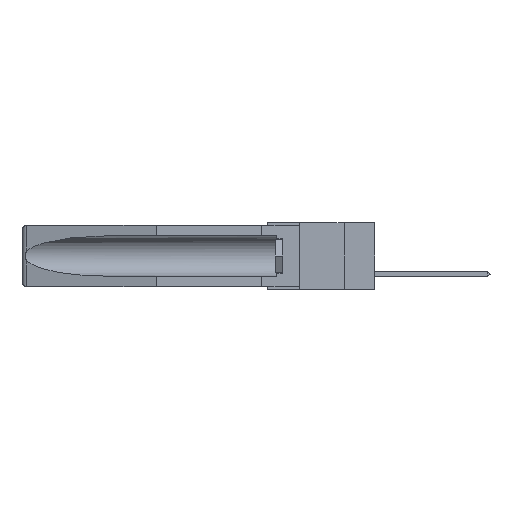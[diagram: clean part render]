
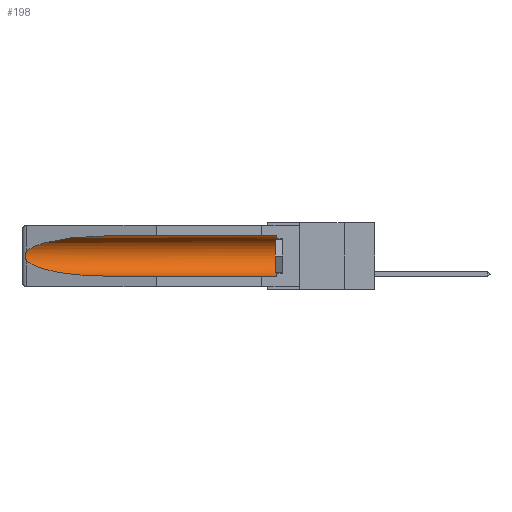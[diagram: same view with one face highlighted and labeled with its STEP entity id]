
A CAD part, left-side view. The second image highlights one B-rep face of the part: STEP entity #198.
In plain terms, the highlighted cylindrical face has radius 2.857 mm (diameter 5.715 mm), a partial arc.
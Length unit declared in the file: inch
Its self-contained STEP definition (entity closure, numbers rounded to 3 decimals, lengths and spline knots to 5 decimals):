
#198 = ADVANCED_FACE ( 'NONE', ( #15380 ), #14650, .F. ) ;
#342 = EDGE_CURVE ( 'NONE', #7396, #7183, #15869, .T. ) ;
#904 = LINE ( 'NONE', #5416, #1905 ) ;
#1140 = CARTESIAN_POINT ( 'NONE',  ( 0.26537, 1.52718, -0.19328 ) ) ;
#1204 = CARTESIAN_POINT ( 'NONE',  ( 0.155, 1.07973, -0.284 ) ) ;
#1218 = CARTESIAN_POINT ( 'NONE',  ( 0.26537, 1.52718, -0.14972 ) ) ;
#1382 = CARTESIAN_POINT ( 'NONE',  ( 0.155, 0.126, -0.059 ) ) ;
#1561 = VERTEX_POINT ( 'NONE', #6788 ) ;
#1905 = VECTOR ( 'NONE', #19387, 39.37008 ) ;
#2306 = VERTEX_POINT ( 'NONE', #3168 ) ;
#2648 = CARTESIAN_POINT ( 'NONE',  ( 0.155, 1.07973, -0.059 ) ) ;
#3043 = CARTESIAN_POINT ( 'NONE',  ( 0.2675, 1.53308, -0.17534 ) ) ;
#3168 = CARTESIAN_POINT ( 'NONE',  ( 0.26537, 1.52718, -0.14972 ) ) ;
#3463 = AXIS2_PLACEMENT_3D ( 'NONE', #18425, #12135, #4422 ) ;
#3679 = B_SPLINE_CURVE_WITH_KNOTS ( 'NONE', 3,
 ( #1218, #20070, #10782, #12372, #12099, #3043, #15495, #18663, #17135, #6131 ),
 .UNSPECIFIED., .F., .F.,
 ( 4, 2, 2, 2, 4 ),
 ( 0., 0.00029, 0.00058, 0.00087, 0.00117 ),
 .UNSPECIFIED. ) ;
#4313 = CARTESIAN_POINT ( 'NONE',  ( 0.25451, 1.48313, -0.24835 ) ) ;
#4380 = CARTESIAN_POINT ( 'NONE',  ( 0.26537, 1.52718, -0.14972 ) ) ;
#4422 = DIRECTION ( 'NONE',  ( 0., 0., 1. ) ) ;
#5416 = CARTESIAN_POINT ( 'NONE',  ( 0.155, -0.30754, -0.284 ) ) ;
#5431 = ORIENTED_EDGE ( 'NONE', *, *, #17235, .T. ) ;
#6131 = CARTESIAN_POINT ( 'NONE',  ( 0.26537, 1.52718, -0.19328 ) ) ;
#6344 =( BOUNDED_CURVE ( )  B_SPLINE_CURVE ( 3, ( #13772, #17195, #9391, #4380 ),
 .UNSPECIFIED., .F., .F. ) 
 B_SPLINE_CURVE_WITH_KNOTS ( ( 4, 4 ),
 ( 4.71239, 6.08839 ),
 .UNSPECIFIED. ) 
 CURVE ( )  GEOMETRIC_REPRESENTATION_ITEM ( )  RATIONAL_B_SPLINE_CURVE ( ( 1., 0.848, 0.848, 1. ) ) 
 REPRESENTATION_ITEM ( '' )  );
#6788 = CARTESIAN_POINT ( 'NONE',  ( 0.155, 0.126, -0.284 ) ) ;
#7183 = VERTEX_POINT ( 'NONE', #2648 ) ;
#7386 = EDGE_CURVE ( 'NONE', #1561, #7396, #19537, .T. ) ;
#7396 = VERTEX_POINT ( 'NONE', #1382 ) ;
#8251 = CARTESIAN_POINT ( 'NONE',  ( 0.155, 1.07973, -0.284 ) ) ;
#8494 = CARTESIAN_POINT ( 'NONE',  ( 0.155, -0.30754, -0.059 ) ) ;
#8626 = EDGE_CURVE ( 'NONE', #7183, #2306, #6344, .T. ) ;
#9346 = ORIENTED_EDGE ( 'NONE', *, *, #13905, .F. ) ;
#9391 = CARTESIAN_POINT ( 'NONE',  ( 0.25451, 1.48313, -0.09465 ) ) ;
#10782 = CARTESIAN_POINT ( 'NONE',  ( 0.26654, 1.53092, -0.15636 ) ) ;
#10811 = CARTESIAN_POINT ( 'NONE',  ( 0.155, -0.30754, -0.1715 ) ) ;
#10849 = CARTESIAN_POINT ( 'NONE',  ( 0.26537, 1.52718, -0.19328 ) ) ;
#11054 = ORIENTED_EDGE ( 'NONE', *, *, #8626, .T. ) ;
#12018 = CARTESIAN_POINT ( 'NONE',  ( 0.21114, 1.30732, -0.284 ) ) ;
#12099 = CARTESIAN_POINT ( 'NONE',  ( 0.2675, 1.53308, -0.16763 ) ) ;
#12135 = DIRECTION ( 'NONE',  ( 0., -1., 0. ) ) ;
#12372 = CARTESIAN_POINT ( 'NONE',  ( 0.2673, 1.5327, -0.16383 ) ) ;
#12492 = EDGE_CURVE ( 'NONE', #2306, #19768, #3679, .T. ) ;
#12757 = ORIENTED_EDGE ( 'NONE', *, *, #12492, .T. ) ;
#13332 = AXIS2_PLACEMENT_3D ( 'NONE', #10811, #19718, #18601 ) ;
#13772 = CARTESIAN_POINT ( 'NONE',  ( 0.155, 1.07973, -0.059 ) ) ;
#13905 = EDGE_CURVE ( 'NONE', #1561, #19596, #904, .T. ) ;
#14389 = ORIENTED_EDGE ( 'NONE', *, *, #342, .T. ) ;
#14399 = VECTOR ( 'NONE', #17838, 39.37008 ) ;
#14650 = CYLINDRICAL_SURFACE ( 'NONE', #13332, 0.1125 ) ;
#15380 = FACE_OUTER_BOUND ( 'NONE', #19699, .T. ) ;
#15495 = CARTESIAN_POINT ( 'NONE',  ( 0.2673, 1.53269, -0.17917 ) ) ;
#15869 = LINE ( 'NONE', #8494, #14399 ) ;
#17135 = CARTESIAN_POINT ( 'NONE',  ( 0.26597, 1.5296, -0.19026 ) ) ;
#17195 = CARTESIAN_POINT ( 'NONE',  ( 0.21114, 1.30732, -0.059 ) ) ;
#17227 = ORIENTED_EDGE ( 'NONE', *, *, #7386, .T. ) ;
#17235 = EDGE_CURVE ( 'NONE', #19768, #19596, #18887, .T. ) ;
#17838 = DIRECTION ( 'NONE',  ( 0., 1., 0. ) ) ;
#18425 = CARTESIAN_POINT ( 'NONE',  ( 0.155, 0.126, -0.1715 ) ) ;
#18601 = DIRECTION ( 'NONE',  ( 0., 0., 1. ) ) ;
#18663 = CARTESIAN_POINT ( 'NONE',  ( 0.26655, 1.53094, -0.18657 ) ) ;
#18887 =( BOUNDED_CURVE ( )  B_SPLINE_CURVE ( 3, ( #1140, #4313, #12018, #1204 ),
 .UNSPECIFIED., .F., .F. ) 
 B_SPLINE_CURVE_WITH_KNOTS ( ( 4, 4 ),
 ( 0.1948, 1.5708 ),
 .UNSPECIFIED. ) 
 CURVE ( )  GEOMETRIC_REPRESENTATION_ITEM ( )  RATIONAL_B_SPLINE_CURVE ( ( 1., 0.848, 0.848, 1. ) ) 
 REPRESENTATION_ITEM ( '' )  );
#19387 = DIRECTION ( 'NONE',  ( 0., 1., 0. ) ) ;
#19537 = CIRCLE ( 'NONE', #3463, 0.1125 ) ;
#19596 = VERTEX_POINT ( 'NONE', #8251 ) ;
#19699 = EDGE_LOOP ( 'NONE', ( #11054, #12757, #5431, #9346, #17227, #14389 ) ) ;
#19718 = DIRECTION ( 'NONE',  ( 0., 1., 0. ) ) ;
#19768 = VERTEX_POINT ( 'NONE', #10849 ) ;
#20070 = CARTESIAN_POINT ( 'NONE',  ( 0.26597, 1.52961, -0.15275 ) ) ;
